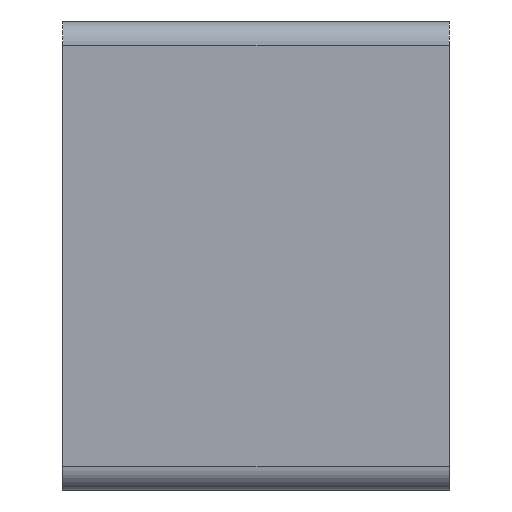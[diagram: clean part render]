
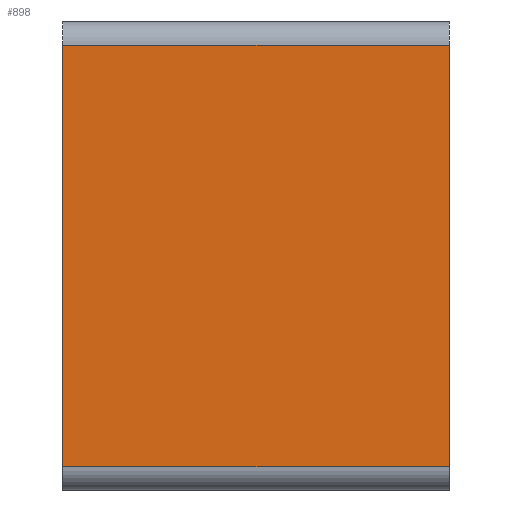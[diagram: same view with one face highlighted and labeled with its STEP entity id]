
A CAD part, left-side view. The second image highlights one B-rep face of the part: STEP entity #898.
In plain terms, the highlighted planar face has unit normal (-1, 0, 0).
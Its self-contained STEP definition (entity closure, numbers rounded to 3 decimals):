
#720=CARTESIAN_POINT('',(-331.25,-3.0,54.5));
#721=VERTEX_POINT('',#720);
#729=CARTESIAN_POINT('',(-331.25,-3.0,-54.5));
#730=VERTEX_POINT('',#729);
#731=CARTESIAN_POINT('',(-331.25,-3.0,54.5));
#732=DIRECTION('',(0.0,0.0,-1.0));
#733=VECTOR('',#732,109.);
#734=LINE('',#731,#733);
#735=EDGE_CURVE('',#721,#730,#734,.T.);
#856=CARTESIAN_POINT('',(-331.25,97.0,54.5));
#857=VERTEX_POINT('',#856);
#865=CARTESIAN_POINT('',(-331.25,-3.0,54.5));
#866=DIRECTION('',(0.0,1.0,0.0));
#867=VECTOR('',#866,100.0);
#868=LINE('',#865,#867);
#869=EDGE_CURVE('',#721,#857,#868,.T.);
#875=CARTESIAN_POINT('',(-331.25,0.0,-54.5));
#876=DIRECTION('',(-1.0,0.0,0.0));
#877=DIRECTION('',(0.0,0.0,1.0));
#878=AXIS2_PLACEMENT_3D('',#875,#876,#877);
#879=PLANE('',#878);
#880=ORIENTED_EDGE('',*,*,#869,.T.);
#881=CARTESIAN_POINT('',(-331.25,97.0,-54.5));
#882=VERTEX_POINT('',#881);
#883=CARTESIAN_POINT('',(-331.25,97.0,-54.5));
#884=DIRECTION('',(0.0,0.0,1.0));
#885=VECTOR('',#884,109.);
#886=LINE('',#883,#885);
#887=EDGE_CURVE('',#882,#857,#886,.T.);
#888=ORIENTED_EDGE('',*,*,#887,.F.);
#889=CARTESIAN_POINT('',(-331.25,-3.0,-54.5));
#890=DIRECTION('',(0.0,1.0,0.0));
#891=VECTOR('',#890,100.0);
#892=LINE('',#889,#891);
#893=EDGE_CURVE('',#730,#882,#892,.T.);
#894=ORIENTED_EDGE('',*,*,#893,.F.);
#895=ORIENTED_EDGE('',*,*,#735,.F.);
#896=EDGE_LOOP('',(#880,#888,#894,#895));
#897=FACE_OUTER_BOUND('',#896,.T.);
#898=ADVANCED_FACE('',(#897),#879,.T.);
